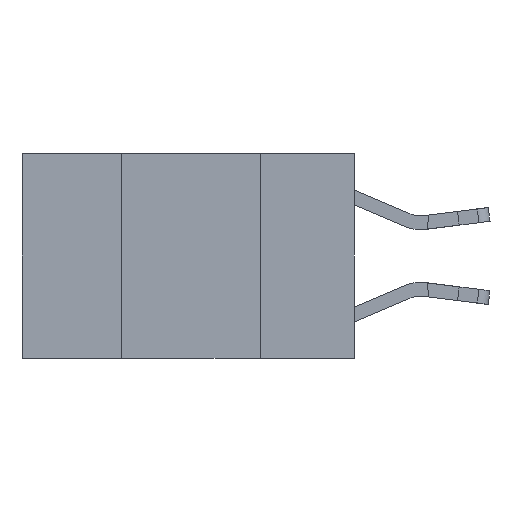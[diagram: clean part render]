
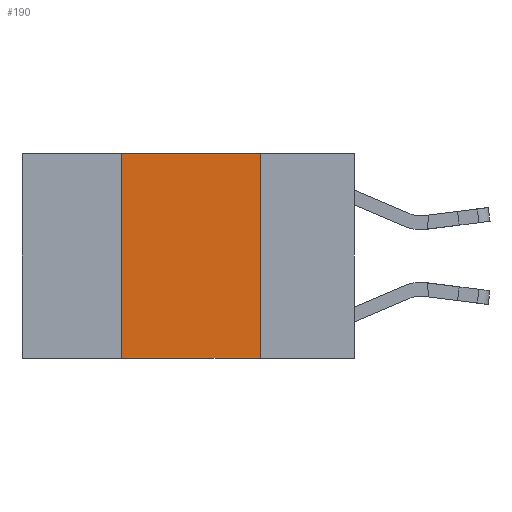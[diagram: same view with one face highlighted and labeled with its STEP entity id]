
A CAD part, left-side view. The second image highlights one B-rep face of the part: STEP entity #190.
In plain terms, the highlighted planar face has unit normal (-1, 0, 0).
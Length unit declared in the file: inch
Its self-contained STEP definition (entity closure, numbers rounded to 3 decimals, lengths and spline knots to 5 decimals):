
#7 = EDGE_LOOP ( 'NONE', ( #6150, #7530, #9813, #8275 ) ) ;
#190 = ADVANCED_FACE ( 'NONE', ( #5892 ), #1297, .F. ) ;
#728 = CARTESIAN_POINT ( 'NONE',  ( 0., 0.42, 0. ) ) ;
#1297 = PLANE ( 'NONE',  #3610 ) ;
#1473 = DIRECTION ( 'NONE',  ( 0., -1., 0. ) ) ;
#2101 = CARTESIAN_POINT ( 'NONE',  ( 0., 0.17, 0. ) ) ;
#2280 = DIRECTION ( 'NONE',  ( 1., 0., 0. ) ) ;
#3039 = CARTESIAN_POINT ( 'NONE',  ( 0., 0.6, 0. ) ) ;
#3358 = VERTEX_POINT ( 'NONE', #9786 ) ;
#3610 = AXIS2_PLACEMENT_3D ( 'NONE', #3039, #2280, #9850 ) ;
#5486 = EDGE_CURVE ( 'NONE', #11852, #6991, #10671, .T. ) ;
#5892 = FACE_OUTER_BOUND ( 'NONE', #7, .T. ) ;
#5914 = VECTOR ( 'NONE', #11216, 39.37008 ) ;
#6150 = ORIENTED_EDGE ( 'NONE', *, *, #5486, .F. ) ;
#6904 = DIRECTION ( 'NONE',  ( 0., 0., -1. ) ) ;
#6991 = VERTEX_POINT ( 'NONE', #8282 ) ;
#7136 = CARTESIAN_POINT ( 'NONE',  ( 0., 0.6, -0.37 ) ) ;
#7411 = EDGE_CURVE ( 'NONE', #3358, #6991, #9902, .T. ) ;
#7453 = EDGE_CURVE ( 'NONE', #10782, #11852, #10393, .T. ) ;
#7530 = ORIENTED_EDGE ( 'NONE', *, *, #7453, .F. ) ;
#8275 = ORIENTED_EDGE ( 'NONE', *, *, #7411, .T. ) ;
#8282 = CARTESIAN_POINT ( 'NONE',  ( 0., 0.17, -0.37 ) ) ;
#8473 = CARTESIAN_POINT ( 'NONE',  ( 0., 0.17, 0. ) ) ;
#9335 = CARTESIAN_POINT ( 'NONE',  ( 0., 0.6, 0. ) ) ;
#9364 = DIRECTION ( 'NONE',  ( 0., 0., 1. ) ) ;
#9786 = CARTESIAN_POINT ( 'NONE',  ( 0., 0.42, -0.37 ) ) ;
#9813 = ORIENTED_EDGE ( 'NONE', *, *, #10064, .F. ) ;
#9850 = DIRECTION ( 'NONE',  ( 0., 0., -1. ) ) ;
#9902 = LINE ( 'NONE', #7136, #12086 ) ;
#10064 = EDGE_CURVE ( 'NONE', #3358, #10782, #12267, .T. ) ;
#10393 = LINE ( 'NONE', #9335, #5914 ) ;
#10597 = VECTOR ( 'NONE', #9364, 39.37008 ) ;
#10671 = LINE ( 'NONE', #2101, #11013 ) ;
#10782 = VERTEX_POINT ( 'NONE', #11018 ) ;
#11013 = VECTOR ( 'NONE', #6904, 39.37008 ) ;
#11018 = CARTESIAN_POINT ( 'NONE',  ( 0., 0.42, 0. ) ) ;
#11216 = DIRECTION ( 'NONE',  ( 0., -1., 0. ) ) ;
#11852 = VERTEX_POINT ( 'NONE', #8473 ) ;
#12086 = VECTOR ( 'NONE', #1473, 39.37008 ) ;
#12267 = LINE ( 'NONE', #728, #10597 ) ;
